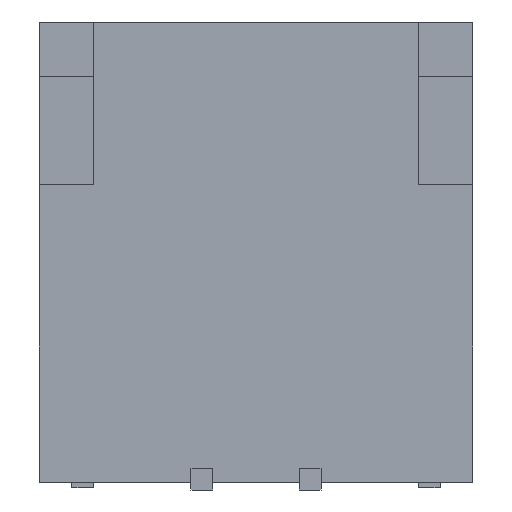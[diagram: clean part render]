
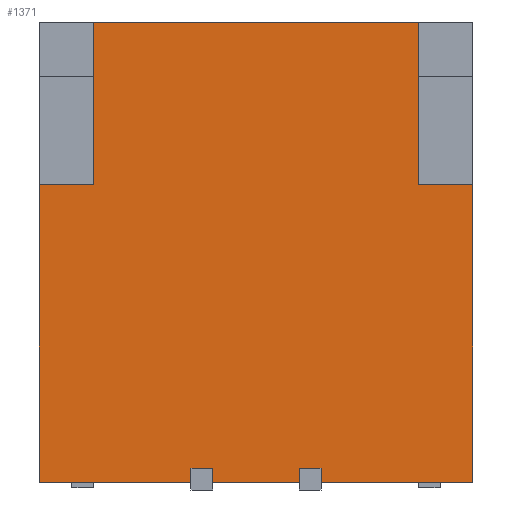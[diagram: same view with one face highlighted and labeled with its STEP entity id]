
A CAD part, front view. The second image highlights one B-rep face of the part: STEP entity #1371.
In plain terms, the highlighted planar face has unit normal (0, -1, 0).
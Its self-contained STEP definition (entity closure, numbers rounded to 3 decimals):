
#397 = VERTEX_POINT('',#398);
#398 = CARTESIAN_POINT('',(-1.5,0.,4.33));
#404 = EDGE_CURVE('',#397,#405,#407,.T.);
#405 = VERTEX_POINT('',#406);
#406 = CARTESIAN_POINT('',(1.5,0.,4.33));
#407 = LINE('',#408,#409);
#408 = CARTESIAN_POINT('',(-2.,0.,4.33));
#409 = VECTOR('',#410,1.);
#410 = DIRECTION('',(1.,0.,0.));
#532 = VERTEX_POINT('',#533);
#533 = CARTESIAN_POINT('',(-2.,0.,0.08)
  );
#539 = EDGE_CURVE('',#532,#540,#542,.T.);
#540 = VERTEX_POINT('',#541);
#541 = CARTESIAN_POINT('',(-2.,0.,2.83));
#542 = LINE('',#543,#544);
#543 = CARTESIAN_POINT('',(-2.,0.,0.08)
  );
#544 = VECTOR('',#545,1.);
#545 = DIRECTION('',(0.,0.,1.));
#603 = VERTEX_POINT('',#604);
#604 = CARTESIAN_POINT('',(0.4,0.,0.08)
  );
#612 = EDGE_CURVE('',#603,#613,#615,.T.);
#613 = VERTEX_POINT('',#614);
#614 = CARTESIAN_POINT('',(-0.4,0.,0.08
    ));
#615 = LINE('',#616,#617);
#616 = CARTESIAN_POINT('',(2.,0.,0.08));
#617 = VECTOR('',#618,1.);
#618 = DIRECTION('',(-1.,0.,0.));
#637 = VERTEX_POINT('',#638);
#638 = CARTESIAN_POINT('',(-0.6,0.,0.08
    ));
#644 = EDGE_CURVE('',#637,#532,#645,.T.);
#645 = LINE('',#646,#647);
#646 = CARTESIAN_POINT('',(2.,0.,0.08));
#647 = VECTOR('',#648,1.);
#648 = DIRECTION('',(-1.,0.,0.));
#697 = VERTEX_POINT('',#698);
#698 = CARTESIAN_POINT('',(2.,0.,0.08));
#704 = EDGE_CURVE('',#697,#705,#707,.T.);
#705 = VERTEX_POINT('',#706);
#706 = CARTESIAN_POINT('',(0.6,0.,0.08)
  );
#707 = LINE('',#708,#709);
#708 = CARTESIAN_POINT('',(2.,0.,0.08));
#709 = VECTOR('',#710,1.);
#710 = DIRECTION('',(-1.,0.,0.));
#794 = VERTEX_POINT('',#795);
#795 = CARTESIAN_POINT('',(2.,0.,2.83));
#801 = EDGE_CURVE('',#794,#697,#802,.T.);
#802 = LINE('',#803,#804);
#803 = CARTESIAN_POINT('',(2.,0.,0.08));
#804 = VECTOR('',#805,1.);
#805 = DIRECTION('',(0.,0.,-1.));
#1072 = EDGE_CURVE('',#405,#1073,#1075,.T.);
#1073 = VERTEX_POINT('',#1074);
#1074 = CARTESIAN_POINT('',(1.5,0.,2.83));
#1075 = LINE('',#1076,#1077);
#1076 = CARTESIAN_POINT('',(1.5,0.,2.83));
#1077 = VECTOR('',#1078,1.);
#1078 = DIRECTION('',(0.,0.,-1.));
#1130 = VERTEX_POINT('',#1131);
#1131 = CARTESIAN_POINT('',(-1.5,0.,2.83));
#1137 = EDGE_CURVE('',#397,#1130,#1138,.T.);
#1138 = LINE('',#1139,#1140);
#1139 = CARTESIAN_POINT('',(-1.5,0.,2.83));
#1140 = VECTOR('',#1141,1.);
#1141 = DIRECTION('',(0.,0.,-1.));
#1371 = ADVANCED_FACE('',(#1372),#1438,.F.);
#1372 = FACE_BOUND('',#1373,.T.);
#1373 = EDGE_LOOP('',(#1374,#1382,#1390,#1396,#1397,#1398,#1404,#1405,
    #1406,#1407,#1413,#1414,#1415,#1423,#1431,#1437));
#1374 = ORIENTED_EDGE('',*,*,#1375,.F.);
#1375 = EDGE_CURVE('',#1376,#603,#1378,.T.);
#1376 = VERTEX_POINT('',#1377);
#1377 = CARTESIAN_POINT('',(0.4,0.,0.21));
#1378 = LINE('',#1379,#1380);
#1379 = CARTESIAN_POINT('',(0.4,0.,4.33));
#1380 = VECTOR('',#1381,1.);
#1381 = DIRECTION('',(0.,0.,-1.));
#1382 = ORIENTED_EDGE('',*,*,#1383,.T.);
#1383 = EDGE_CURVE('',#1376,#1384,#1386,.T.);
#1384 = VERTEX_POINT('',#1385);
#1385 = CARTESIAN_POINT('',(0.6,0.,0.21));
#1386 = LINE('',#1387,#1388);
#1387 = CARTESIAN_POINT('',(0.4,0.,0.21));
#1388 = VECTOR('',#1389,1.);
#1389 = DIRECTION('',(1.,0.,0.));
#1390 = ORIENTED_EDGE('',*,*,#1391,.T.);
#1391 = EDGE_CURVE('',#1384,#705,#1392,.T.);
#1392 = LINE('',#1393,#1394);
#1393 = CARTESIAN_POINT('',(0.6,0.,4.33));
#1394 = VECTOR('',#1395,1.);
#1395 = DIRECTION('',(0.,0.,-1.));
#1396 = ORIENTED_EDGE('',*,*,#704,.F.);
#1397 = ORIENTED_EDGE('',*,*,#801,.F.);
#1398 = ORIENTED_EDGE('',*,*,#1399,.F.);
#1399 = EDGE_CURVE('',#1073,#794,#1400,.T.);
#1400 = LINE('',#1401,#1402);
#1401 = CARTESIAN_POINT('',(1.5,0.,2.83));
#1402 = VECTOR('',#1403,1.);
#1403 = DIRECTION('',(1.,0.,0.));
#1404 = ORIENTED_EDGE('',*,*,#1072,.F.);
#1405 = ORIENTED_EDGE('',*,*,#404,.F.);
#1406 = ORIENTED_EDGE('',*,*,#1137,.T.);
#1407 = ORIENTED_EDGE('',*,*,#1408,.T.);
#1408 = EDGE_CURVE('',#1130,#540,#1409,.T.);
#1409 = LINE('',#1410,#1411);
#1410 = CARTESIAN_POINT('',(-1.5,0.,2.83));
#1411 = VECTOR('',#1412,1.);
#1412 = DIRECTION('',(-1.,0.,0.));
#1413 = ORIENTED_EDGE('',*,*,#539,.F.);
#1414 = ORIENTED_EDGE('',*,*,#644,.F.);
#1415 = ORIENTED_EDGE('',*,*,#1416,.F.);
#1416 = EDGE_CURVE('',#1417,#637,#1419,.T.);
#1417 = VERTEX_POINT('',#1418);
#1418 = CARTESIAN_POINT('',(-0.6,0.,0.21));
#1419 = LINE('',#1420,#1421);
#1420 = CARTESIAN_POINT('',(-0.6,0.,4.33));
#1421 = VECTOR('',#1422,1.);
#1422 = DIRECTION('',(0.,0.,-1.));
#1423 = ORIENTED_EDGE('',*,*,#1424,.T.);
#1424 = EDGE_CURVE('',#1417,#1425,#1427,.T.);
#1425 = VERTEX_POINT('',#1426);
#1426 = CARTESIAN_POINT('',(-0.4,0.,0.21));
#1427 = LINE('',#1428,#1429);
#1428 = CARTESIAN_POINT('',(-0.6,0.,0.21));
#1429 = VECTOR('',#1430,1.);
#1430 = DIRECTION('',(1.,0.,0.));
#1431 = ORIENTED_EDGE('',*,*,#1432,.T.);
#1432 = EDGE_CURVE('',#1425,#613,#1433,.T.);
#1433 = LINE('',#1434,#1435);
#1434 = CARTESIAN_POINT('',(-0.4,0.,4.33));
#1435 = VECTOR('',#1436,1.);
#1436 = DIRECTION('',(0.,0.,-1.));
#1437 = ORIENTED_EDGE('',*,*,#612,.F.);
#1438 = PLANE('',#1439);
#1439 = AXIS2_PLACEMENT_3D('',#1440,#1441,#1442);
#1440 = CARTESIAN_POINT('',(-2.,0.,4.33));
#1441 = DIRECTION('',(0.,1.,0.));
#1442 = DIRECTION('',(-1.,0.,0.));
